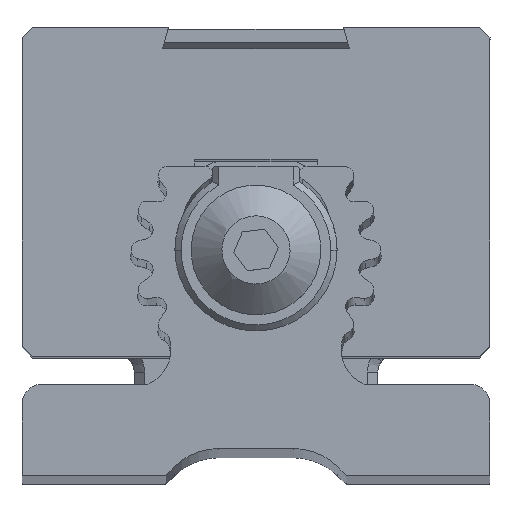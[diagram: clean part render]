
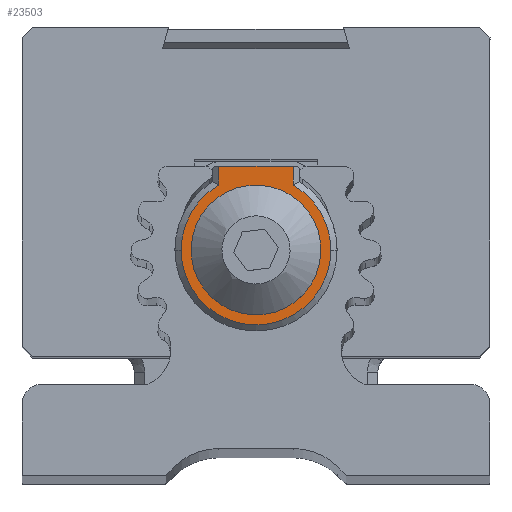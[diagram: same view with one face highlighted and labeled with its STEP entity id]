
A CAD part, top view. The second image highlights one B-rep face of the part: STEP entity #23503.
In plain terms, the highlighted planar face has unit normal (0, 0, 1).
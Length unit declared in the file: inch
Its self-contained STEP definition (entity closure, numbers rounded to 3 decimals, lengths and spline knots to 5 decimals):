
#1052 = AXIS2_PLACEMENT_3D ( 'NONE', #18807, #26130, #4380 ) ;
#2244 = LINE ( 'NONE', #13804, #11188 ) ;
#3000 = FACE_BOUND ( 'NONE', #11544, .T. ) ;
#3396 = EDGE_CURVE ( 'NONE', #6457, #28130, #27111, .T. ) ;
#3812 = AXIS2_PLACEMENT_3D ( 'NONE', #24154, #21153, #13312 ) ;
#4324 = AXIS2_PLACEMENT_3D ( 'NONE', #4729, #10075, #15449 ) ;
#4380 = DIRECTION ( 'NONE',  ( 1., 0., 0. ) ) ;
#4449 = DIRECTION ( 'NONE',  ( -1., 0., 0. ) ) ;
#4729 = CARTESIAN_POINT ( 'NONE',  ( -0.00389, 0.23728, 0.375 ) ) ;
#4913 = ORIENTED_EDGE ( 'NONE', *, *, #3396, .T. ) ;
#5186 = ORIENTED_EDGE ( 'NONE', *, *, #12882, .F. ) ;
#6189 = DIRECTION ( 'NONE',  ( 0., 1., 0. ) ) ;
#6250 = ORIENTED_EDGE ( 'NONE', *, *, #7568, .T. ) ;
#6449 = CARTESIAN_POINT ( 'NONE',  ( -0.00389, 0.23728, 0.375 ) ) ;
#6457 = VERTEX_POINT ( 'NONE', #32011 ) ;
#7242 = CARTESIAN_POINT ( 'NONE',  ( 0.08611, 0.39316, 0.375 ) ) ;
#7568 = EDGE_CURVE ( 'NONE', #24214, #28277, #12865, .T. ) ;
#7804 = CARTESIAN_POINT ( 'NONE',  ( 0.08611, 0.43828, 0.375 ) ) ;
#10034 = VERTEX_POINT ( 'NONE', #12397 ) ;
#10075 = DIRECTION ( 'NONE',  ( 0., 0., -1. ) ) ;
#10406 = DIRECTION ( 'NONE',  ( 0., -1., 0. ) ) ;
#11002 = FACE_OUTER_BOUND ( 'NONE', #34136, .T. ) ;
#11188 = VECTOR ( 'NONE', #10406, 39.37008 ) ;
#11259 = AXIS2_PLACEMENT_3D ( 'NONE', #6449, #16931, #17653 ) ;
#11544 = EDGE_LOOP ( 'NONE', ( #15705, #4913 ) ) ;
#12397 = CARTESIAN_POINT ( 'NONE',  ( -0.09389, 0.39316, 0.375 ) ) ;
#12559 = CARTESIAN_POINT ( 'NONE',  ( 0.17611, 0.23728, 0.375 ) ) ;
#12590 = VERTEX_POINT ( 'NONE', #12559 ) ;
#12865 = LINE ( 'NONE', #22448, #15590 ) ;
#12882 = EDGE_CURVE ( 'NONE', #21964, #12590, #34092, .T. ) ;
#12952 = ORIENTED_EDGE ( 'NONE', *, *, #18072, .F. ) ;
#13312 = DIRECTION ( 'NONE',  ( 1., 0., 0. ) ) ;
#13804 = CARTESIAN_POINT ( 'NONE',  ( 0.08611, 0.34442, 0.375 ) ) ;
#13860 = PLANE ( 'NONE',  #1052 ) ;
#15072 = EDGE_CURVE ( 'NONE', #10034, #28277, #25198, .T. ) ;
#15449 = DIRECTION ( 'NONE',  ( 1., 0., 0. ) ) ;
#15558 = CARTESIAN_POINT ( 'NONE',  ( -0.18389, 0.23728, 0.375 ) ) ;
#15590 = VECTOR ( 'NONE', #24424, 39.37008 ) ;
#15705 = ORIENTED_EDGE ( 'NONE', *, *, #17635, .T. ) ;
#16931 = DIRECTION ( 'NONE',  ( 0., 0., -1. ) ) ;
#17222 = EDGE_CURVE ( 'NONE', #12590, #31282, #29625, .T. ) ;
#17485 = AXIS2_PLACEMENT_3D ( 'NONE', #31229, #20467, #4449 ) ;
#17635 = EDGE_CURVE ( 'NONE', #28130, #6457, #18002, .T. ) ;
#17653 = DIRECTION ( 'NONE',  ( -1., 0., 0. ) ) ;
#18002 = CIRCLE ( 'NONE', #4324, 0.14 ) ;
#18072 = EDGE_CURVE ( 'NONE', #31282, #10034, #30611, .T. ) ;
#18745 = ORIENTED_EDGE ( 'NONE', *, *, #15072, .F. ) ;
#18807 = CARTESIAN_POINT ( 'NONE',  ( -0.00487, 0.25057, 0.375 ) ) ;
#19336 = AXIS2_PLACEMENT_3D ( 'NONE', #25230, #19370, #30642 ) ;
#19370 = DIRECTION ( 'NONE',  ( 0., 0., -1. ) ) ;
#19676 = CARTESIAN_POINT ( 'NONE',  ( -0.09389, 0.43828, 0.375 ) ) ;
#20467 = DIRECTION ( 'NONE',  ( 0., 0., -1. ) ) ;
#21153 = DIRECTION ( 'NONE',  ( 0., 0., -1. ) ) ;
#21964 = VERTEX_POINT ( 'NONE', #7242 ) ;
#22448 = CARTESIAN_POINT ( 'NONE',  ( -0.00487, 0.43828, 0.375 ) ) ;
#23503 = ADVANCED_FACE ( 'NONE', ( #3000, #11002 ), #13860, .T. ) ;
#24154 = CARTESIAN_POINT ( 'NONE',  ( -0.00389, 0.23728, 0.375 ) ) ;
#24214 = VERTEX_POINT ( 'NONE', #7804 ) ;
#24424 = DIRECTION ( 'NONE',  ( -1., 0., 0. ) ) ;
#25054 = CARTESIAN_POINT ( 'NONE',  ( 0.13611, 0.23728, 0.375 ) ) ;
#25198 = LINE ( 'NONE', #33819, #30294 ) ;
#25230 = CARTESIAN_POINT ( 'NONE',  ( -0.00389, 0.23728, 0.375 ) ) ;
#26130 = DIRECTION ( 'NONE',  ( 0., 0., 1. ) ) ;
#27111 = CIRCLE ( 'NONE', #3812, 0.14 ) ;
#28042 = ORIENTED_EDGE ( 'NONE', *, *, #34754, .F. ) ;
#28130 = VERTEX_POINT ( 'NONE', #25054 ) ;
#28277 = VERTEX_POINT ( 'NONE', #19676 ) ;
#29625 = CIRCLE ( 'NONE', #19336, 0.18 ) ;
#30294 = VECTOR ( 'NONE', #6189, 39.37008 ) ;
#30611 = CIRCLE ( 'NONE', #17485, 0.18 ) ;
#30642 = DIRECTION ( 'NONE',  ( -1., 0., 0. ) ) ;
#30744 = ORIENTED_EDGE ( 'NONE', *, *, #17222, .F. ) ;
#31229 = CARTESIAN_POINT ( 'NONE',  ( -0.00389, 0.23728, 0.375 ) ) ;
#31282 = VERTEX_POINT ( 'NONE', #15558 ) ;
#32011 = CARTESIAN_POINT ( 'NONE',  ( -0.14389, 0.23728, 0.375 ) ) ;
#33819 = CARTESIAN_POINT ( 'NONE',  ( -0.09389, 0.32608, 0.375 ) ) ;
#34092 = CIRCLE ( 'NONE', #11259, 0.18 ) ;
#34136 = EDGE_LOOP ( 'NONE', ( #18745, #12952, #30744, #5186, #28042, #6250 ) ) ;
#34754 = EDGE_CURVE ( 'NONE', #24214, #21964, #2244, .T. ) ;
